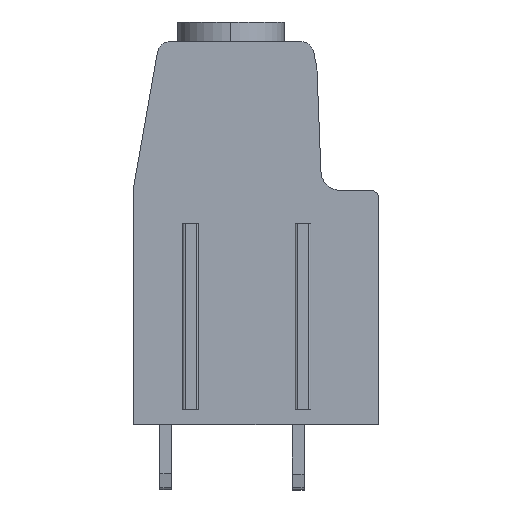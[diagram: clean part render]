
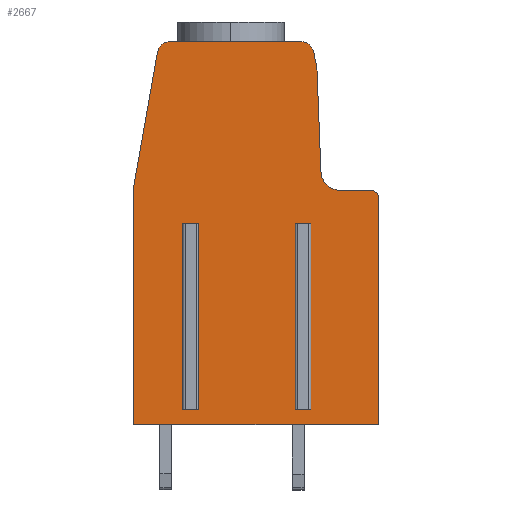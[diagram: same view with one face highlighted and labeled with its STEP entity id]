
A CAD part, top view. The second image highlights one B-rep face of the part: STEP entity #2667.
In plain terms, the highlighted planar face has unit normal (0, 0, 1).
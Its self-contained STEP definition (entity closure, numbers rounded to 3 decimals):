
#494=CARTESIAN_POINT('',(3.429,13.65,5.08));
#495=DIRECTION('',(0.,0.,1.));
#496=DIRECTION('',(0.978,0.208,0.));
#497=AXIS2_PLACEMENT_3D('',#494,#495,#496);
#499=DIRECTION('',(-0.208,0.978,0.));
#500=VECTOR('',#499,0.978);
#501=CARTESIAN_POINT('',(4.611,12.902,5.08));
#502=LINE('',#501,#500);
#503=CARTESIAN_POINT('',(1.676,12.278,5.08));
#504=DIRECTION('',(0.,0.,1.));
#505=DIRECTION('',(0.999,0.038,0.));
#506=AXIS2_PLACEMENT_3D('',#503,#504,#505);
#508=DIRECTION('',(-0.038,0.999,0.));
#509=VECTOR('',#508,7.706);
#510=CARTESIAN_POINT('',(4.97,4.692,5.08));
#511=LINE('',#510,#509);
#512=CARTESIAN_POINT('',(6.469,4.75,5.08));
#513=DIRECTION('',(0.,0.,-1.));
#514=DIRECTION('',(0.,-1.,0.));
#515=AXIS2_PLACEMENT_3D('',#512,#513,#514);
#517=DIRECTION('',(-1.,0.,0.));
#518=VECTOR('',#517,2.381);
#519=CARTESIAN_POINT('',(8.85,3.25,5.08));
#520=LINE('',#519,#518);
#521=CARTESIAN_POINT('',(8.85,2.75,5.08));
#522=DIRECTION('',(0.,0.,1.));
#523=DIRECTION('',(1.,0.,0.));
#524=AXIS2_PLACEMENT_3D('',#521,#522,#523);
#526=DIRECTION('',(0.,1.,0.));
#527=VECTOR('',#526,17.4);
#528=CARTESIAN_POINT('',(9.35,-14.65,5.08));
#529=LINE('',#528,#527);
#530=DIRECTION('',(1.,0.,0.));
#531=VECTOR('',#530,18.7);
#532=CARTESIAN_POINT('',(-9.35,-14.65,5.08));
#533=LINE('',#532,#531);
#534=DIRECTION('',(0.,-1.,0.));
#535=VECTOR('',#534,18.25);
#536=CARTESIAN_POINT('',(-9.35,3.6,5.08));
#537=LINE('',#536,#535);
#538=DIRECTION('',(-0.174,-0.985,0.));
#539=VECTOR('',#538,10.381);
#540=CARTESIAN_POINT('',(-7.547,13.824,5.08));
#541=LINE('',#540,#539);
#542=CARTESIAN_POINT('',(-6.562,13.65,5.08));
#543=DIRECTION('',(0.,0.,1.));
#544=DIRECTION('',(0.,1.,0.));
#545=AXIS2_PLACEMENT_3D('',#542,#543,#544);
#547=DIRECTION('',(-1.,0.,0.));
#548=VECTOR('',#547,9.992);
#549=CARTESIAN_POINT('',(3.429,14.65,5.08));
#550=LINE('',#549,#548);
#551=DIRECTION('',(1.,0.,0.));
#552=VECTOR('',#551,0.65);
#553=CARTESIAN_POINT('',(-5.325,0.75,5.08));
#554=LINE('',#553,#552);
#555=DIRECTION('',(0.,1.,0.));
#556=VECTOR('',#555,14.25);
#557=CARTESIAN_POINT('',(-5.325,-13.5,5.08));
#558=LINE('',#557,#556);
#559=DIRECTION('',(1.,0.,0.));
#560=VECTOR('',#559,0.65);
#561=CARTESIAN_POINT('',(-5.325,-13.5,5.08));
#562=LINE('',#561,#560);
#563=DIRECTION('',(0.,1.,0.));
#564=VECTOR('',#563,14.25);
#565=CARTESIAN_POINT('',(-4.675,-13.5,5.08));
#566=LINE('',#565,#564);
#567=DIRECTION('',(1.,0.,0.));
#568=VECTOR('',#567,0.65);
#569=CARTESIAN_POINT('',(3.275,0.75,5.08));
#570=LINE('',#569,#568);
#571=DIRECTION('',(0.,1.,0.));
#572=VECTOR('',#571,14.25);
#573=CARTESIAN_POINT('',(3.275,-13.5,5.08));
#574=LINE('',#573,#572);
#575=DIRECTION('',(1.,0.,0.));
#576=VECTOR('',#575,0.65);
#577=CARTESIAN_POINT('',(3.275,-13.5,5.08));
#578=LINE('',#577,#576);
#579=DIRECTION('',(0.,1.,0.));
#580=VECTOR('',#579,14.25);
#581=CARTESIAN_POINT('',(3.925,-13.5,5.08));
#582=LINE('',#581,#580);
#1567=CARTESIAN_POINT('',(-6.562,14.65,5.08));
#1568=CARTESIAN_POINT('',(-7.547,13.824,5.08));
#1569=VERTEX_POINT('',#1567);
#1570=VERTEX_POINT('',#1568);
#1571=CARTESIAN_POINT('',(-9.35,3.6,5.08));
#1572=VERTEX_POINT('',#1571);
#1573=CARTESIAN_POINT('',(-9.35,-14.65,5.08));
#1574=VERTEX_POINT('',#1573);
#1575=CARTESIAN_POINT('',(9.35,-14.65,5.08));
#1576=VERTEX_POINT('',#1575);
#1577=CARTESIAN_POINT('',(6.469,3.25,5.08));
#1578=CARTESIAN_POINT('',(4.97,4.692,5.08));
#1579=VERTEX_POINT('',#1577);
#1580=VERTEX_POINT('',#1578);
#1587=CARTESIAN_POINT('',(4.408,13.858,5.08));
#1588=VERTEX_POINT('',#1587);
#1589=CARTESIAN_POINT('',(3.429,14.65,5.08));
#1590=VERTEX_POINT('',#1589);
#1595=CARTESIAN_POINT('',(4.674,12.393,5.08));
#1596=VERTEX_POINT('',#1595);
#1597=CARTESIAN_POINT('',(4.611,12.902,5.08));
#1598=VERTEX_POINT('',#1597);
#1603=CARTESIAN_POINT('',(9.35,2.75,5.08));
#1604=VERTEX_POINT('',#1603);
#1605=CARTESIAN_POINT('',(8.85,3.25,5.08));
#1606=VERTEX_POINT('',#1605);
#1687=CARTESIAN_POINT('',(-5.325,0.75,5.08));
#1688=CARTESIAN_POINT('',(-4.675,0.75,5.08));
#1689=VERTEX_POINT('',#1687);
#1690=VERTEX_POINT('',#1688);
#1691=CARTESIAN_POINT('',(3.275,0.75,5.08));
#1692=CARTESIAN_POINT('',(3.925,0.75,5.08));
#1693=VERTEX_POINT('',#1691);
#1694=VERTEX_POINT('',#1692);
#1695=CARTESIAN_POINT('',(3.925,-13.5,5.08));
#1696=VERTEX_POINT('',#1695);
#1697=CARTESIAN_POINT('',(3.275,-13.5,5.08));
#1698=VERTEX_POINT('',#1697);
#1699=CARTESIAN_POINT('',(-4.675,-13.5,5.08));
#1700=VERTEX_POINT('',#1699);
#1701=CARTESIAN_POINT('',(-5.325,-13.5,5.08));
#1702=VERTEX_POINT('',#1701);
#2627=CARTESIAN_POINT('',(0.,0.,5.08));
#2628=DIRECTION('',(0.,0.,1.));
#2629=DIRECTION('',(1.,0.,0.));
#2630=AXIS2_PLACEMENT_3D('',#2627,#2628,#2629);
#2631=PLANE('',#2630);
#2632=ORIENTED_EDGE('',*,*,#2476,.F.);
#2633=ORIENTED_EDGE('',*,*,#2491,.F.);
#2634=ORIENTED_EDGE('',*,*,#2504,.F.);
#2635=ORIENTED_EDGE('',*,*,#2519,.F.);
#2636=ORIENTED_EDGE('',*,*,#2532,.F.);
#2637=ORIENTED_EDGE('',*,*,#2545,.F.);
#2638=ORIENTED_EDGE('',*,*,#2560,.F.);
#2639=ORIENTED_EDGE('',*,*,#2574,.F.);
#2640=ORIENTED_EDGE('',*,*,#2211,.F.);
#2641=ORIENTED_EDGE('',*,*,#2408,.F.);
#2642=ORIENTED_EDGE('',*,*,#2422,.F.);
#2643=ORIENTED_EDGE('',*,*,#2436,.F.);
#2644=ORIENTED_EDGE('',*,*,#2449,.F.);
#2645=EDGE_LOOP('',(#2632,#2633,#2634,#2635,#2636,#2637,#2638,#2639,#2640,#2641,
#2642,#2643,#2644));
#2646=FACE_OUTER_BOUND('',#2645,.F.);
#2648=ORIENTED_EDGE('',*,*,#2647,.F.);
#2650=ORIENTED_EDGE('',*,*,#2649,.F.);
#2652=ORIENTED_EDGE('',*,*,#2651,.T.);
#2654=ORIENTED_EDGE('',*,*,#2653,.T.);
#2655=EDGE_LOOP('',(#2648,#2650,#2652,#2654));
#2656=FACE_BOUND('',#2655,.F.);
#2658=ORIENTED_EDGE('',*,*,#2657,.F.);
#2660=ORIENTED_EDGE('',*,*,#2659,.F.);
#2662=ORIENTED_EDGE('',*,*,#2661,.T.);
#2664=ORIENTED_EDGE('',*,*,#2663,.T.);
#2665=EDGE_LOOP('',(#2658,#2660,#2662,#2664));
#2666=FACE_BOUND('',#2665,.F.);
#498=CIRCLE('',#497,1.);
#507=CIRCLE('',#506,3.);
#516=CIRCLE('',#515,1.5);
#525=CIRCLE('',#524,0.5);
#546=CIRCLE('',#545,1.);
#2211=EDGE_CURVE('',#1574,#1576,#533,.T.);
#2408=EDGE_CURVE('',#1572,#1574,#537,.T.);
#2422=EDGE_CURVE('',#1570,#1572,#541,.T.);
#2436=EDGE_CURVE('',#1569,#1570,#546,.T.);
#2449=EDGE_CURVE('',#1590,#1569,#550,.T.);
#2476=EDGE_CURVE('',#1588,#1590,#498,.T.);
#2491=EDGE_CURVE('',#1598,#1588,#502,.T.);
#2504=EDGE_CURVE('',#1596,#1598,#507,.T.);
#2519=EDGE_CURVE('',#1580,#1596,#511,.T.);
#2532=EDGE_CURVE('',#1579,#1580,#516,.T.);
#2545=EDGE_CURVE('',#1606,#1579,#520,.T.);
#2560=EDGE_CURVE('',#1604,#1606,#525,.T.);
#2574=EDGE_CURVE('',#1576,#1604,#529,.T.);
#2647=EDGE_CURVE('',#1689,#1690,#554,.T.);
#2649=EDGE_CURVE('',#1702,#1689,#558,.T.);
#2651=EDGE_CURVE('',#1702,#1700,#562,.T.);
#2653=EDGE_CURVE('',#1700,#1690,#566,.T.);
#2657=EDGE_CURVE('',#1693,#1694,#570,.T.);
#2659=EDGE_CURVE('',#1698,#1693,#574,.T.);
#2661=EDGE_CURVE('',#1698,#1696,#578,.T.);
#2663=EDGE_CURVE('',#1696,#1694,#582,.T.);
#2667=ADVANCED_FACE('',(#2646,#2656,#2666),#2631,.T.);
